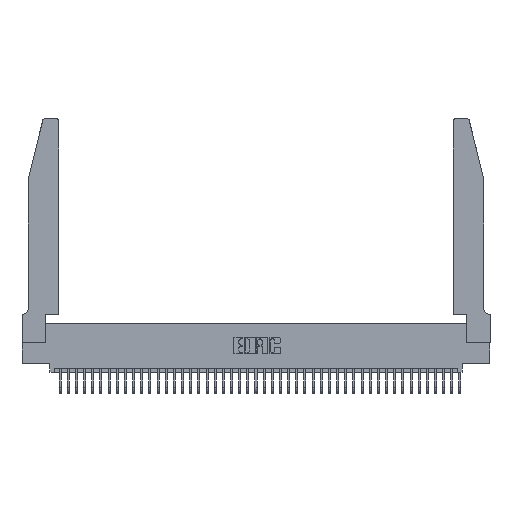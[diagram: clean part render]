
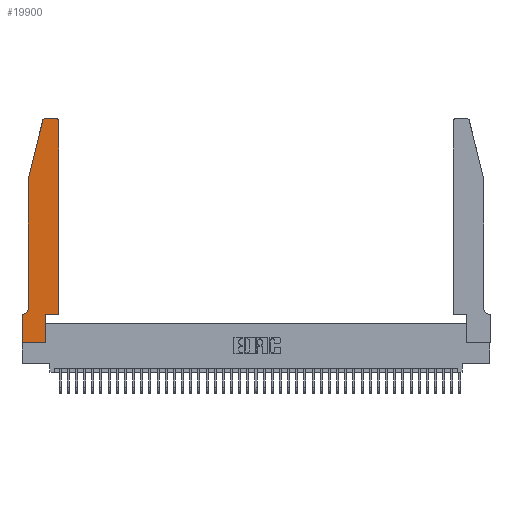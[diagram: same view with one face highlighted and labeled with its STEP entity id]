
A CAD part, top view. The second image highlights one B-rep face of the part: STEP entity #19900.
In plain terms, the highlighted planar face has unit normal (0, 0, 1).
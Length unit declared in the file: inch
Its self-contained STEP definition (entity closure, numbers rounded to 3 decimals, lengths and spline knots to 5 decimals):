
#71 = EDGE_CURVE ( 'NONE', #34167, #13162, #27982, .T. ) ;
#577 = VECTOR ( 'NONE', #18384, 39.37008 ) ;
#804 = CARTESIAN_POINT ( 'NONE',  ( 0.25487, 2.72718, 0.37 ) ) ;
#916 = DIRECTION ( 'NONE',  ( 0., 0., 1. ) ) ;
#1716 = DIRECTION ( 'NONE',  ( 1., 0., 0. ) ) ;
#1844 = DIRECTION ( 'NONE',  ( 1., 0., 0. ) ) ;
#2198 = CARTESIAN_POINT ( 'NONE',  ( 0.4505, 0.35, 0.37 ) ) ;
#4754 = DIRECTION ( 'NONE',  ( 1., 0., 0. ) ) ;
#5018 = EDGE_CURVE ( 'NONE', #8034, #12468, #31833, .T. ) ;
#5204 = CARTESIAN_POINT ( 'NONE',  ( 0.4505, 0.35, 0.37 ) ) ;
#6122 = CARTESIAN_POINT ( 'NONE',  ( 0.4505, 2.72, 0.37 ) ) ;
#6203 = VERTEX_POINT ( 'NONE', #14316 ) ;
#6396 = CARTESIAN_POINT ( 'NONE',  ( 0.4205, 2.75, 0.37 ) ) ;
#6838 = VERTEX_POINT ( 'NONE', #13994 ) ;
#7036 = FACE_OUTER_BOUND ( 'NONE', #29668, .T. ) ;
#8034 = VERTEX_POINT ( 'NONE', #40676 ) ;
#8438 = ORIENTED_EDGE ( 'NONE', *, *, #16853, .T. ) ;
#10064 = LINE ( 'NONE', #5204, #577 ) ;
#10188 = AXIS2_PLACEMENT_3D ( 'NONE', #34895, #16274, #38011 ) ;
#10753 = DIRECTION ( 'NONE',  ( 0., 1., 0. ) ) ;
#10879 = DIRECTION ( 'NONE',  ( 0., 0., 1. ) ) ;
#11466 = CARTESIAN_POINT ( 'NONE',  ( 0., 0., 0.37 ) ) ;
#11942 = CARTESIAN_POINT ( 'NONE',  ( 0.0755, 2., 0.37 ) ) ;
#12222 = VECTOR ( 'NONE', #1716, 39.37008 ) ;
#12468 = VERTEX_POINT ( 'NONE', #38529 ) ;
#13162 = VERTEX_POINT ( 'NONE', #19038 ) ;
#13317 = ORIENTED_EDGE ( 'NONE', *, *, #29976, .T. ) ;
#13434 = LINE ( 'NONE', #11466, #20904 ) ;
#13994 = CARTESIAN_POINT ( 'NONE',  ( 0.284, 2.75, 0.37 ) ) ;
#14064 = CIRCLE ( 'NONE', #21439, 0.03 ) ;
#14232 = CARTESIAN_POINT ( 'NONE',  ( 0.0755, 2., 0.37 ) ) ;
#14254 = ORIENTED_EDGE ( 'NONE', *, *, #22101, .T. ) ;
#14316 = CARTESIAN_POINT ( 'NONE',  ( 0., 0.35, 0.37 ) ) ;
#15169 = LINE ( 'NONE', #32869, #16198 ) ;
#15865 = CARTESIAN_POINT ( 'NONE',  ( 0.0755, 2., 0.37 ) ) ;
#16198 = VECTOR ( 'NONE', #10753, 39.37008 ) ;
#16274 = DIRECTION ( 'NONE',  ( 0., 0., -1. ) ) ;
#16853 = EDGE_CURVE ( 'NONE', #23230, #6203, #30779, .T. ) ;
#17269 = LINE ( 'NONE', #11942, #40081 ) ;
#18384 = DIRECTION ( 'NONE',  ( 0., 1., 0. ) ) ;
#19038 = CARTESIAN_POINT ( 'NONE',  ( 0.0755, 0.42, 0.37 ) ) ;
#19631 = VECTOR ( 'NONE', #37648, 39.37008 ) ;
#19900 = ADVANCED_FACE ( 'NONE', ( #7036 ), #20069, .T. ) ;
#20069 = PLANE ( 'NONE',  #36735 ) ;
#20197 = CARTESIAN_POINT ( 'NONE',  ( 0., 0.35, 0.37 ) ) ;
#20766 = LINE ( 'NONE', #24194, #12222 ) ;
#20904 = VECTOR ( 'NONE', #36693, 39.37008 ) ;
#21107 = DIRECTION ( 'NONE',  ( 0., 0., 1. ) ) ;
#21439 = AXIS2_PLACEMENT_3D ( 'NONE', #29939, #10879, #32993 ) ;
#21934 = ORIENTED_EDGE ( 'NONE', *, *, #35266, .T. ) ;
#21970 = EDGE_CURVE ( 'NONE', #25205, #6838, #36642, .T. ) ;
#22101 = EDGE_CURVE ( 'NONE', #12468, #22705, #15169, .T. ) ;
#22705 = VERTEX_POINT ( 'NONE', #23412 ) ;
#22748 = CARTESIAN_POINT ( 'NONE',  ( 0.2605, 2.75, 0.37 ) ) ;
#23230 = VERTEX_POINT ( 'NONE', #37984 ) ;
#23397 = DIRECTION ( 'NONE',  ( 1., 0., 0. ) ) ;
#23412 = CARTESIAN_POINT ( 'NONE',  ( 0.2865, 0.35, 0.37 ) ) ;
#23654 = VECTOR ( 'NONE', #4754, 39.37008 ) ;
#24118 = CARTESIAN_POINT ( 'NONE',  ( 0., 0., 0.37 ) ) ;
#24130 = ORIENTED_EDGE ( 'NONE', *, *, #5018, .T. ) ;
#24194 = CARTESIAN_POINT ( 'NONE',  ( 0.4505, 0.35, 0.37 ) ) ;
#24349 = EDGE_CURVE ( 'NONE', #33886, #25205, #25573, .T. ) ;
#25205 = VERTEX_POINT ( 'NONE', #6396 ) ;
#25573 = CIRCLE ( 'NONE', #39123, 0.03 ) ;
#26030 = DIRECTION ( 'NONE',  ( -1., 0., 0. ) ) ;
#27982 = LINE ( 'NONE', #15865, #19631 ) ;
#28428 = VERTEX_POINT ( 'NONE', #804 ) ;
#28453 = VECTOR ( 'NONE', #26030, 39.37008 ) ;
#29236 = EDGE_CURVE ( 'NONE', #22705, #37397, #20766, .T. ) ;
#29668 = EDGE_LOOP ( 'NONE', ( #34596, #32445, #29776, #39874, #13317, #8438, #21934, #24130, #14254, #35098, #40907, #40761 ) ) ;
#29776 = ORIENTED_EDGE ( 'NONE', *, *, #40563, .T. ) ;
#29939 = CARTESIAN_POINT ( 'NONE',  ( 0.284, 2.72, 0.37 ) ) ;
#29976 = EDGE_CURVE ( 'NONE', #13162, #23230, #35901, .T. ) ;
#30779 = LINE ( 'NONE', #36945, #31713 ) ;
#30888 = DIRECTION ( 'NONE',  ( -0.239, -0.971, 0. ) ) ;
#31040 = EDGE_CURVE ( 'NONE', #37397, #33886, #10064, .T. ) ;
#31713 = VECTOR ( 'NONE', #36794, 39.37008 ) ;
#31833 = LINE ( 'NONE', #24118, #23654 ) ;
#32445 = ORIENTED_EDGE ( 'NONE', *, *, #33500, .T. ) ;
#32869 = CARTESIAN_POINT ( 'NONE',  ( 0.2865, 0.35, 0.37 ) ) ;
#32993 = DIRECTION ( 'NONE',  ( 1., 0., 0. ) ) ;
#33500 = EDGE_CURVE ( 'NONE', #6838, #28428, #14064, .T. ) ;
#33886 = VERTEX_POINT ( 'NONE', #6122 ) ;
#34167 = VERTEX_POINT ( 'NONE', #14232 ) ;
#34596 = ORIENTED_EDGE ( 'NONE', *, *, #21970, .T. ) ;
#34895 = CARTESIAN_POINT ( 'NONE',  ( 0.0055, 0.42, 0.37 ) ) ;
#35098 = ORIENTED_EDGE ( 'NONE', *, *, #29236, .T. ) ;
#35266 = EDGE_CURVE ( 'NONE', #6203, #8034, #13434, .T. ) ;
#35901 = CIRCLE ( 'NONE', #10188, 0.07 ) ;
#36642 = LINE ( 'NONE', #22748, #28453 ) ;
#36693 = DIRECTION ( 'NONE',  ( 0., -1., 0. ) ) ;
#36735 = AXIS2_PLACEMENT_3D ( 'NONE', #20197, #916, #23397 ) ;
#36794 = DIRECTION ( 'NONE',  ( -1., 0., 0. ) ) ;
#36945 = CARTESIAN_POINT ( 'NONE',  ( 0.0755, 0.35, 0.37 ) ) ;
#37397 = VERTEX_POINT ( 'NONE', #2198 ) ;
#37648 = DIRECTION ( 'NONE',  ( 0., -1., 0. ) ) ;
#37984 = CARTESIAN_POINT ( 'NONE',  ( 0.0055, 0.35, 0.37 ) ) ;
#38011 = DIRECTION ( 'NONE',  ( -1., 0., 0. ) ) ;
#38529 = CARTESIAN_POINT ( 'NONE',  ( 0.2865, 0., 0.37 ) ) ;
#39123 = AXIS2_PLACEMENT_3D ( 'NONE', #39674, #21107, #1844 ) ;
#39674 = CARTESIAN_POINT ( 'NONE',  ( 0.4205, 2.72, 0.37 ) ) ;
#39874 = ORIENTED_EDGE ( 'NONE', *, *, #71, .T. ) ;
#40081 = VECTOR ( 'NONE', #30888, 39.37008 ) ;
#40563 = EDGE_CURVE ( 'NONE', #28428, #34167, #17269, .T. ) ;
#40676 = CARTESIAN_POINT ( 'NONE',  ( 0., 0., 0.37 ) ) ;
#40761 = ORIENTED_EDGE ( 'NONE', *, *, #24349, .T. ) ;
#40907 = ORIENTED_EDGE ( 'NONE', *, *, #31040, .T. ) ;
